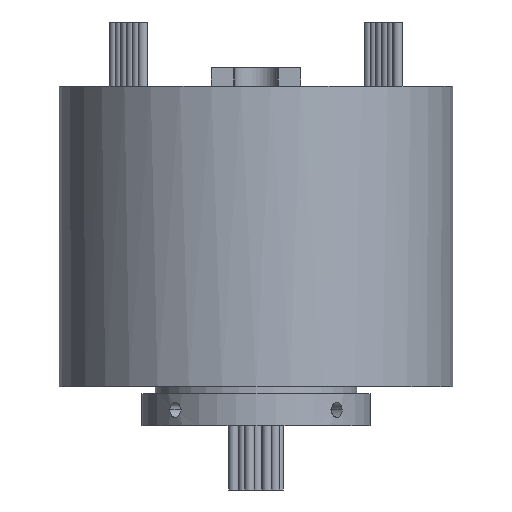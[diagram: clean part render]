
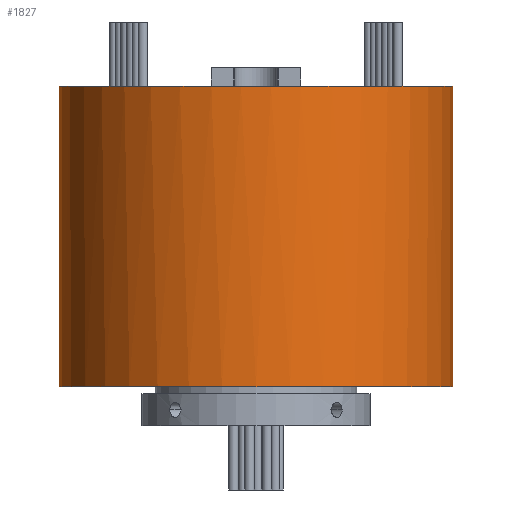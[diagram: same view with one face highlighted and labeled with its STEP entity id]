
A CAD part, front view. The second image highlights one B-rep face of the part: STEP entity #1827.
In plain terms, the highlighted cylindrical face has radius 43 mm (diameter 86 mm), a partial arc.
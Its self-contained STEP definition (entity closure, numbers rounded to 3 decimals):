
#75 = EDGE_CURVE ( 'NONE', #1726, #1933, #5175, .T. ) ;
#329 = AXIS2_PLACEMENT_3D ( 'NONE', #2793, #5905, #3242 ) ;
#817 = DIRECTION ( 'NONE',  ( 0., 0., -1. ) ) ;
#855 = CARTESIAN_POINT ( 'NONE',  ( 0., 0., 74.2 ) ) ;
#939 = CARTESIAN_POINT ( 'NONE',  ( 43., 0., 74.2 ) ) ;
#971 = AXIS2_PLACEMENT_3D ( 'NONE', #1728, #4917, #2226 ) ;
#1002 = CYLINDRICAL_SURFACE ( 'NONE', #1028, 43. ) ;
#1028 = AXIS2_PLACEMENT_3D ( 'NONE', #1277, #817, #4984 ) ;
#1169 = EDGE_CURVE ( 'NONE', #1933, #3334, #1739, .T. ) ;
#1277 = CARTESIAN_POINT ( 'NONE',  ( 0., 0., 74.2 ) ) ;
#1281 = EDGE_CURVE ( 'NONE', #1726, #1368, #3507, .T. ) ;
#1332 = DIRECTION ( 'NONE',  ( 1., 0., 0. ) ) ;
#1368 = VERTEX_POINT ( 'NONE', #4498 ) ;
#1375 = AXIS2_PLACEMENT_3D ( 'NONE', #1977, #5139, #2463 ) ;
#1649 = ORIENTED_EDGE ( 'NONE', *, *, #3481, .T. ) ;
#1686 = VERTEX_POINT ( 'NONE', #4977 ) ;
#1726 = VERTEX_POINT ( 'NONE', #2988 ) ;
#1728 = CARTESIAN_POINT ( 'NONE',  ( 0., 0., 74.2 ) ) ;
#1739 = CIRCLE ( 'NONE', #1375, 43. ) ;
#1760 = ORIENTED_EDGE ( 'NONE', *, *, #1281, .T. ) ;
#1827 = ADVANCED_FACE ( 'NONE', ( #4671 ), #1002, .T. ) ;
#1853 = LINE ( 'NONE', #5118, #4013 ) ;
#1933 = VERTEX_POINT ( 'NONE', #2362 ) ;
#1977 = CARTESIAN_POINT ( 'NONE',  ( 0., 0., 74.2 ) ) ;
#2226 = DIRECTION ( 'NONE',  ( 1., 0., 0. ) ) ;
#2362 = CARTESIAN_POINT ( 'NONE',  ( -9.75, -41.88, 74.2 ) ) ;
#2397 = EDGE_CURVE ( 'NONE', #5281, #1686, #1853, .T. ) ;
#2463 = DIRECTION ( 'NONE',  ( 1., 0., 0. ) ) ;
#2707 = EDGE_CURVE ( 'NONE', #3334, #5281, #5884, .T. ) ;
#2793 = CARTESIAN_POINT ( 'NONE',  ( 0., 0., 8.6 ) ) ;
#2988 = CARTESIAN_POINT ( 'NONE',  ( -43., 0., 74.2 ) ) ;
#3173 = DIRECTION ( 'NONE',  ( 0., 0., -1. ) ) ;
#3230 = CIRCLE ( 'NONE', #329, 43. ) ;
#3242 = DIRECTION ( 'NONE',  ( 1., 0., 0. ) ) ;
#3334 = VERTEX_POINT ( 'NONE', #3534 ) ;
#3441 = ORIENTED_EDGE ( 'NONE', *, *, #75, .F. ) ;
#3481 = EDGE_CURVE ( 'NONE', #1368, #1686, #3230, .T. ) ;
#3507 = LINE ( 'NONE', #4650, #5854 ) ;
#3534 = CARTESIAN_POINT ( 'NONE',  ( 9.75, -41.88, 74.2 ) ) ;
#4013 = VECTOR ( 'NONE', #5558, 1000. ) ;
#4088 = DIRECTION ( 'NONE',  ( 0., 0., 1. ) ) ;
#4236 = ORIENTED_EDGE ( 'NONE', *, *, #2397, .F. ) ;
#4315 = ORIENTED_EDGE ( 'NONE', *, *, #1169, .F. ) ;
#4320 = EDGE_LOOP ( 'NONE', ( #4236, #4641, #4315, #3441, #1760, #1649 ) ) ;
#4498 = CARTESIAN_POINT ( 'NONE',  ( -43., 0., 8.6 ) ) ;
#4641 = ORIENTED_EDGE ( 'NONE', *, *, #2707, .F. ) ;
#4650 = CARTESIAN_POINT ( 'NONE',  ( -43., 0., 74.2 ) ) ;
#4671 = FACE_OUTER_BOUND ( 'NONE', #4320, .T. ) ;
#4917 = DIRECTION ( 'NONE',  ( 0., 0., 1. ) ) ;
#4977 = CARTESIAN_POINT ( 'NONE',  ( 43., 0., 8.6 ) ) ;
#4984 = DIRECTION ( 'NONE',  ( -1., 0., 0. ) ) ;
#5118 = CARTESIAN_POINT ( 'NONE',  ( 43., 0., 74.2 ) ) ;
#5139 = DIRECTION ( 'NONE',  ( 0., 0., 1. ) ) ;
#5175 = CIRCLE ( 'NONE', #5929, 43. ) ;
#5281 = VERTEX_POINT ( 'NONE', #939 ) ;
#5558 = DIRECTION ( 'NONE',  ( 0., 0., -1. ) ) ;
#5854 = VECTOR ( 'NONE', #3173, 1000. ) ;
#5884 = CIRCLE ( 'NONE', #971, 43. ) ;
#5905 = DIRECTION ( 'NONE',  ( 0., 0., 1. ) ) ;
#5929 = AXIS2_PLACEMENT_3D ( 'NONE', #855, #4088, #1332 ) ;
